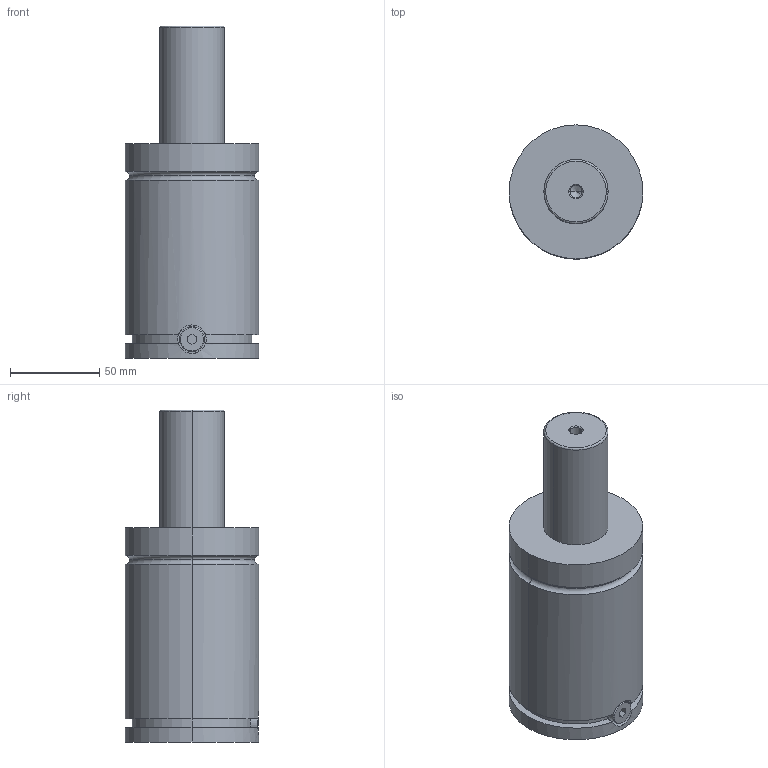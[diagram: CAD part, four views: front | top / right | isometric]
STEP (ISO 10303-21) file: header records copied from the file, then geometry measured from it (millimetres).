
FILE_DESCRIPTION (( 'STEP AP203' ), '1' );
FILE_NAME ('H 01500_063.step', '2018-11-28T18:13:45', ( '' ), ( '' ), 'SwSTEP 2.0', 'SolidWorks 2016', '' );
FILE_SCHEMA (( 'CONFIG_CONTROL_DESIGN' ));
Length unit declared in the file: millimetre
Products named in the file (1): H 01500_063
Bounding box: 75 x 75 x 186 mm (x, y, z)
Volume: 587608.9 mm3; surface area: 48774.7 mm2
Topology: 1 solids, 1 shells, 77 faces, 180 edges, 105 vertices
Faces by surface type: cylinder 27, cone 22, plane 22, torus 6
Entity records: 2267 total; most frequent: CARTESIAN_POINT 435, DIRECTION 396, ORIENTED_EDGE 340, EDGE_CURVE 170, AXIS2_PLACEMENT_3D 154, VERTEX_POINT 105, LINE 88, VECTOR 88
